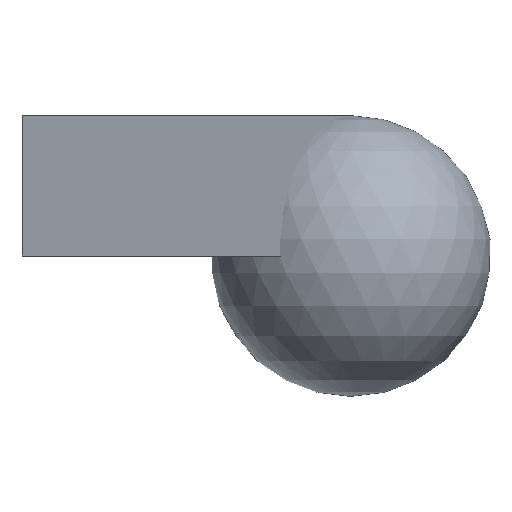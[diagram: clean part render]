
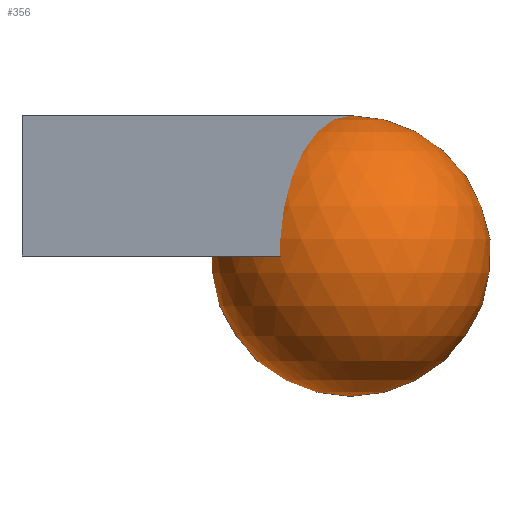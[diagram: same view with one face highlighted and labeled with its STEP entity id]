
A CAD part, left-side view. The second image highlights one B-rep face of the part: STEP entity #356.
In plain terms, the highlighted spherical face has radius 50 mm.
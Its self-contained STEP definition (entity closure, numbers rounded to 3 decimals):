
#10=VERTEX_LOOP('',#334);
#11=SPHERICAL_SURFACE('',#485,50.);
#334=VERTEX_POINT('',#746);
#345=FACE_BOUND('',#10,.T.);
#356=ADVANCED_FACE('',(#345),#11,.T.);
#485=AXIS2_PLACEMENT_3D('',#745,#594,#595);
#594=DIRECTION('',(0.,0.,1.));
#595=DIRECTION('',(1.,0.,0.));
#745=CARTESIAN_POINT('',(0.,0.,0.));
#746=CARTESIAN_POINT('',(0.,0.,-50.));
